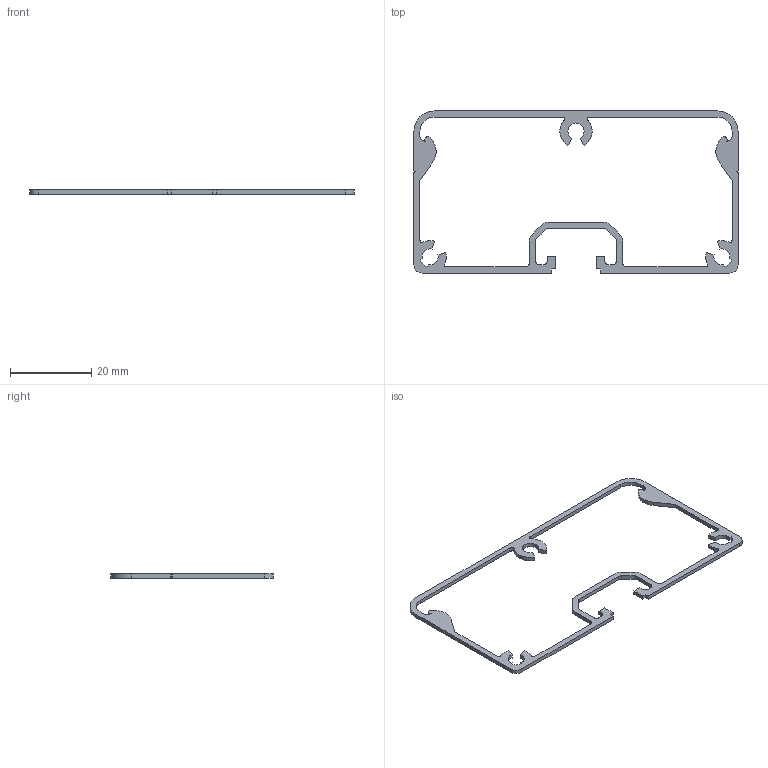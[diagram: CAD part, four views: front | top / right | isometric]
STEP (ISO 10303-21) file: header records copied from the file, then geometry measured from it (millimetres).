
FILE_DESCRIPTION(/* description */ ('Profilo canalina portacavi 40x80 L=1000 mm'),/* implementation_level */ '2;1');
FILE_NAME(/* name */ 'PGC4080.stp',/* time_stamp */ '2022-06-18T10:00:22+02:00',/* author */ ('Davide'),/* organization */ (''),/* preprocessor_version */ 'ST-DEVELOPER v18.1',/* originating_system */ 'Autodesk Inventor 2021',/* authorisation */ '');
FILE_SCHEMA (('AUTOMOTIVE_DESIGN { 1 0 10303 214 3 1 1 }'));
Length unit declared in the file: millimetre
Products named in the file (1): PGC4080_L=1000
Bounding box: 80 x 40 x 1 mm (x, y, z)
Volume: 520.6 mm3; surface area: 1618.8 mm2
Topology: 1 solids, 1 shells, 104 faces, 306 edges, 204 vertices
Faces by surface type: cylinder 51, plane 51, bspline 2
Entity records: 3591 total; most frequent: CARTESIAN_POINT 689, ORIENTED_EDGE 612, DIRECTION 610, EDGE_CURVE 306, AXIS2_PLACEMENT_3D 205, VERTEX_POINT 204, LINE 200, VECTOR 200
